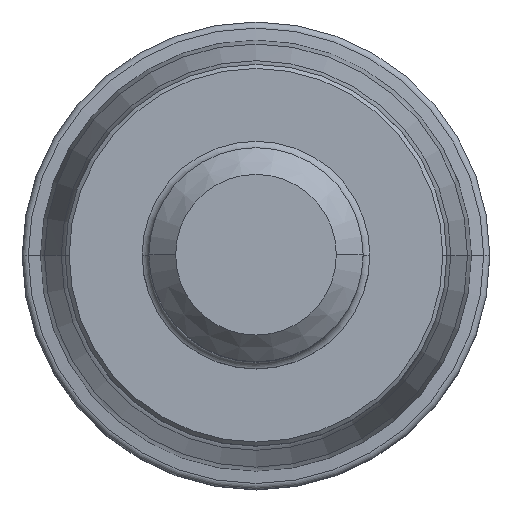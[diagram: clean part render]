
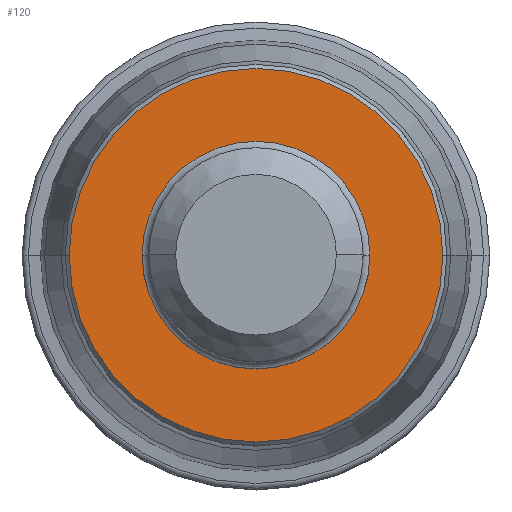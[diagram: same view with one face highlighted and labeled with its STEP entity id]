
A CAD part, top view. The second image highlights one B-rep face of the part: STEP entity #120.
In plain terms, the highlighted planar face has unit normal (0, 0, 1).
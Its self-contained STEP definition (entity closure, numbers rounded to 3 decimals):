
#43=PLANE('',#1316);
#48=FACE_BOUND('',#295,.T.);
#49=FACE_BOUND('',#296,.T.);
#120=ADVANCED_FACE('',(#48,#49),#43,.F.);
#295=EDGE_LOOP('',(#455,#456));
#296=EDGE_LOOP('',(#457,#458));
#455=ORIENTED_EDGE('',*,*,#785,.T.);
#456=ORIENTED_EDGE('',*,*,#786,.T.);
#457=ORIENTED_EDGE('',*,*,#787,.T.);
#458=ORIENTED_EDGE('',*,*,#788,.T.);
#677=VERTEX_POINT('',#2074);
#678=VERTEX_POINT('',#2075);
#679=VERTEX_POINT('',#2078);
#680=VERTEX_POINT('',#2079);
#785=EDGE_CURVE('',#677,#678,#937,.T.);
#786=EDGE_CURVE('',#678,#677,#938,.T.);
#787=EDGE_CURVE('',#679,#680,#939,.T.);
#788=EDGE_CURVE('',#680,#679,#940,.T.);
#937=CIRCLE('',#1312,13.95);
#938=CIRCLE('',#1313,13.95);
#939=CIRCLE('',#1314,8.5);
#940=CIRCLE('',#1315,8.5);
#1312=AXIS2_PLACEMENT_3D('',#2073,#1619,#1620);
#1313=AXIS2_PLACEMENT_3D('',#2076,#1621,#1622);
#1314=AXIS2_PLACEMENT_3D('',#2077,#1623,#1624);
#1315=AXIS2_PLACEMENT_3D('',#2080,#1625,#1626);
#1316=AXIS2_PLACEMENT_3D('',#2081,#1627,#1628);
#1619=DIRECTION('',(0.,0.,1.));
#1620=DIRECTION('',(-1.,0.,0.));
#1621=DIRECTION('',(0.,0.,1.));
#1622=DIRECTION('',(1.,0.,0.));
#1623=DIRECTION('',(0.,0.,-1.));
#1624=DIRECTION('',(1.,0.,0.));
#1625=DIRECTION('',(0.,0.,-1.));
#1626=DIRECTION('',(-1.,0.,0.));
#1627=DIRECTION('',(0.,0.,-1.));
#1628=DIRECTION('',(1.,0.,0.));
#2073=CARTESIAN_POINT('',(0.,0.,0.));
#2074=CARTESIAN_POINT('',(-13.95,0.,0.));
#2075=CARTESIAN_POINT('',(13.95,0.,0.));
#2076=CARTESIAN_POINT('',(0.,0.,0.));
#2077=CARTESIAN_POINT('',(0.,0.,0.));
#2078=CARTESIAN_POINT('',(8.5,0.,0.));
#2079=CARTESIAN_POINT('',(-8.5,0.,0.));
#2080=CARTESIAN_POINT('',(0.,0.,0.));
#2081=CARTESIAN_POINT('',(0.,0.,0.));
